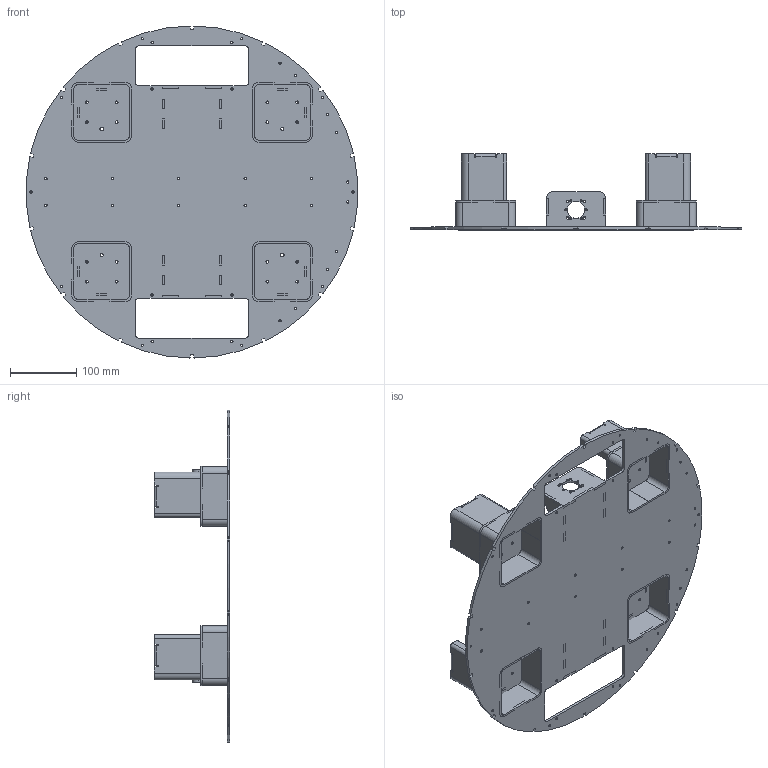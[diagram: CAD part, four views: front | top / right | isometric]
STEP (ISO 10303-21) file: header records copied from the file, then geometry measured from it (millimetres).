
FILE_DESCRIPTION (( 'STEP AP203' ), '1' );
FILE_NAME ('Assembly Base BOTTOM.STEP', '2022-01-03T17:05:59', ( '' ), ( '' ), 'SwSTEP 2.0', 'SolidWorks 2018', '' );
FILE_SCHEMA (( 'CONFIG_CONTROL_DESIGN' ));
Length unit declared in the file: millimetre
Products named in the file (8): 010_Caster_cover_SR_part2_v02; 002_Motor_Holder_part1_SR_v01; Assembly Base BOTTOM; 010_Caster_cover_SR_part2_v01; 012_Sub_Base_SR_v01; 009_Caster_cover_part1_SR_v01; 001_Base_SR_v01; 008_Motor_Holder_part2_SR_v01
Assembly tree (19 placements, depth 2):
  Assembly Base BOTTOM
    001_Base_SR_v01
    002_Motor_Holder_part1_SR_v01  x2
    008_Motor_Holder_part2_SR_v01  x4
    009_Caster_cover_part1_SR_v01  x4
    010_Caster_cover_SR_part2_v01  x2
    010_Caster_cover_SR_part2_v02  x2
    012_Sub_Base_SR_v01  x4
Bounding box: 498.77 x 114 x 499.95 mm (x, y, z)
Volume: 1021491.9 mm3; surface area: 624454.4 mm2
Topology: 19 solids, 19 shells, 1216 faces, 3246 edges, 2068 vertices
Faces by surface type: plane 740, cylinder 476
Entity records: 21290 total; most frequent: DIRECTION 3548, CARTESIAN_POINT 3468, ORIENTED_EDGE 3432, EDGE_CURVE 1716, AXIS2_PLACEMENT_3D 1200, LINE 1148, VECTOR 1148, VERTEX_POINT 1120
